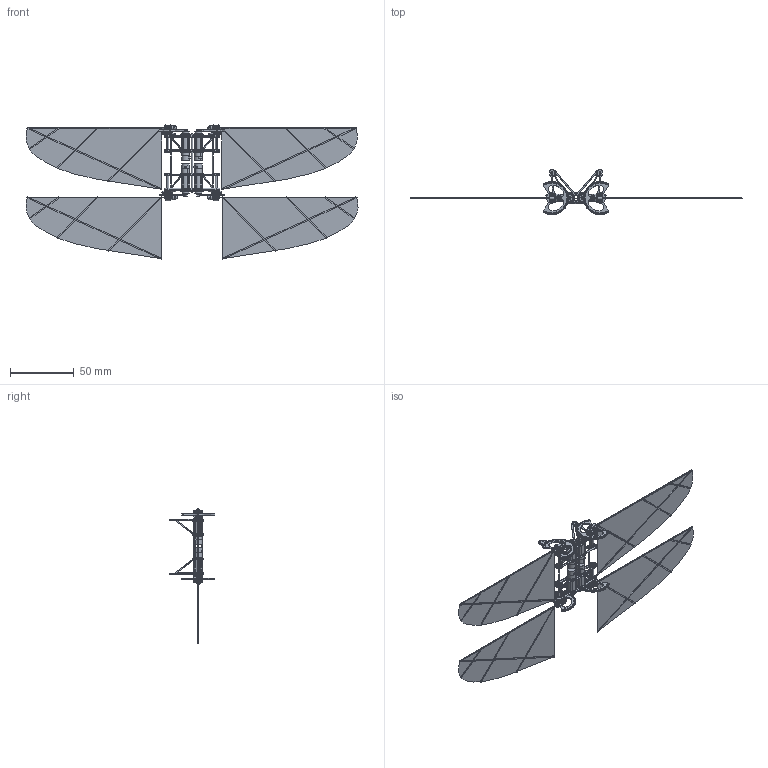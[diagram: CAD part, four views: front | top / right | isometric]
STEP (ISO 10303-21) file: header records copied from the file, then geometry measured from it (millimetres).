
FILE_DESCRIPTION (( 'STEP AP203' ), '1' );
FILE_NAME ('Winged_UniCore.STEP', '2024-12-29T00:31:01', ( '' ), ( '' ), 'SwSTEP 2.0', 'SolidWorks 2023', '' );
FILE_SCHEMA (( 'CONFIG_CONTROL_DESIGN' ));
Length unit declared in the file: millimetre
Products named in the file (21): wing_wing root connector; wing_84T gear_GB - Spur gear 0.3M 84T 20PA 1FW ---S84A75H50L1.5N; wing_springK137 (clockwise); wing_half_frame; 0.6mm carbon; wing_wing bar 0.9mm; wing_stopper 5deg; wing_1mm carbon connection; wing_wing root; wing_ECX6; wing_veins; wing_deep groove ball bearings gb_Rolling bearings 618-1.5 GB 276-94; wing_surface; wing_spring connector K137; wing_0.3M 7T; Winged_UniCore; screw-1mm; wing_spring connector K137 (reversed); wing_0.8mm carbon connection; wing_springK137; wing_1.5mm carbon shaft
Assembly tree (74 placements, depth 2):
  Winged_UniCore
    wing_half_frame  x2
    wing_0.3M 7T  x4
    wing_1.5mm carbon shaft  x4
    wing_ECX6  x4
    wing_deep groove ball bearings gb_Rolling bearings 618-1.5 GB 276-94  x8
    wing_springK137  x2
    wing_spring connector K137  x2
    wing_spring connector K137 (reversed)  x2
    wing_springK137 (clockwise)  x2
    wing_wing root connector  x4
    wing_wing root  x4
    wing_wing bar 0.9mm  x4
    wing_84T gear_GB - Spur gear 0.3M 84T 20PA 1FW ---S84A75H50L1.5N  x4
    wing_1mm carbon connection  x2
    wing_0.8mm carbon connection  x2
    wing_stopper 5deg  x4
    wing_veins  x4
    0.6mm carbon  x4
    screw-1mm  x8
    wing_surface  x4
Bounding box: 259.5 x 35.29 x 105.15 mm (x, y, z)
Volume: 6024.8 mm3; surface area: 33471.9 mm2
Topology: 70 solids, 78 shells, 3498 faces, 11094 edges, 7352 vertices
Faces by surface type: cylinder 1890, plane 840, torus 452, sphere 224, bspline 76, cone 16
Entity records: 39291 total; most frequent: CARTESIAN_POINT 8725, DIRECTION 5928, ORIENTED_EDGE 5687, EDGE_CURVE 2845, AXIS2_PLACEMENT_3D 2398, VERTEX_POINT 1871, CIRCLE 1373, VECTOR 1132
